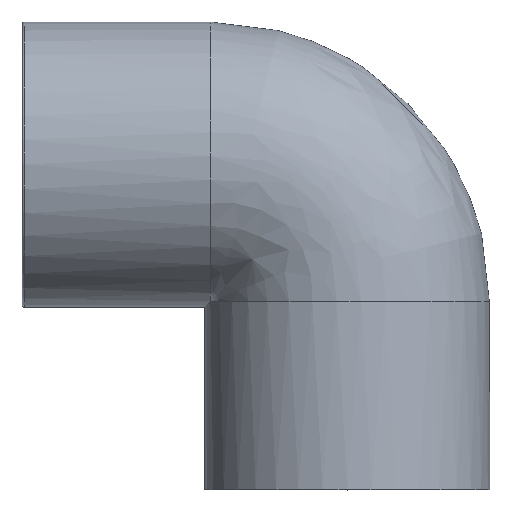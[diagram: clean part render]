
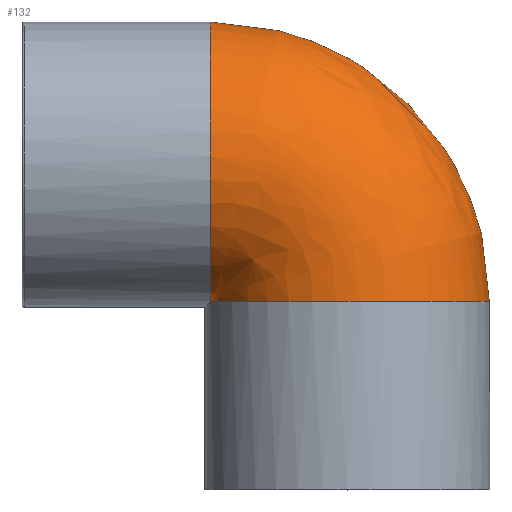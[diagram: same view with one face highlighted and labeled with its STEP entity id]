
A CAD part, top view. The second image highlights one B-rep face of the part: STEP entity #132.
In plain terms, the highlighted free-form (B-spline) face has degree [2, 2] with [9, 3] control points.
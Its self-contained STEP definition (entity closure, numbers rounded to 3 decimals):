
#16=(
BOUNDED_SURFACE()
B_SPLINE_SURFACE(2,2,((#226,#227,#228),(#229,#230,#231),(#232,#233,#234),
(#235,#236,#237),(#238,#239,#240),(#241,#242,#243),(#244,#245,#246),(#247,
#248,#249),(#250,#251,#252)),.UNSPECIFIED.,.F.,.F.,.F.)
B_SPLINE_SURFACE_WITH_KNOTS((3,2,2,2,3),(3,3),(-2.858,-1.429,
0.,1.429,2.858),(1.571,3.142),
 .UNSPECIFIED.)
GEOMETRIC_REPRESENTATION_ITEM()
RATIONAL_B_SPLINE_SURFACE(((1.,0.707,1.),(0.755,
0.534,0.755),(1.,0.707,1.),(0.755,
0.534,0.755),(1.,0.707,1.),(0.755,
0.534,0.755),(1.,0.707,1.),(0.755,
0.534,0.755),(1.,0.707,1.)))
REPRESENTATION_ITEM('')
SURFACE()
);
#40=FACE_OUTER_BOUND('',#56,.T.);
#56=EDGE_LOOP('',(#111,#112));
#73=CIRCLE('',#151,12.5);
#74=CIRCLE('',#152,12.5);
#84=VERTEX_POINT('',#253);
#85=VERTEX_POINT('',#254);
#95=EDGE_CURVE('',#84,#85,#73,.T.);
#96=EDGE_CURVE('',#85,#84,#74,.T.);
#111=ORIENTED_EDGE('',*,*,#95,.T.);
#112=ORIENTED_EDGE('',*,*,#96,.T.);
#132=ADVANCED_FACE('',(#40),#16,.F.);
#151=AXIS2_PLACEMENT_3D('',#255,#186,#187);
#152=AXIS2_PLACEMENT_3D('',#256,#188,#189);
#186=DIRECTION('center_axis',(1.,0.,0.));
#187=DIRECTION('ref_axis',(0.,0.,-1.));
#188=DIRECTION('center_axis',(0.,1.,0.));
#189=DIRECTION('ref_axis',(0.,0.,-1.));
#226=CARTESIAN_POINT('Ctrl Pts',(-12.,-12.,3.5));
#227=CARTESIAN_POINT('Ctrl Pts',(-12.,-12.,3.5));
#228=CARTESIAN_POINT('Ctrl Pts',(-12.,-12.,3.5));
#229=CARTESIAN_POINT('Ctrl Pts',(-12.,-8.964,13.908));
#230=CARTESIAN_POINT('Ctrl Pts',(-8.964,-8.964,13.908));
#231=CARTESIAN_POINT('Ctrl Pts',(-8.964,-12.,13.908));
#232=CARTESIAN_POINT('Ctrl Pts',(-12.,1.768,12.374));
#233=CARTESIAN_POINT('Ctrl Pts',(1.768,1.768,12.374));
#234=CARTESIAN_POINT('Ctrl Pts',(1.768,-12.,12.374));
#235=CARTESIAN_POINT('Ctrl Pts',(-12.,12.5,10.841));
#236=CARTESIAN_POINT('Ctrl Pts',(12.5,12.5,10.841));
#237=CARTESIAN_POINT('Ctrl Pts',(12.5,-12.,10.841));
#238=CARTESIAN_POINT('Ctrl Pts',(-12.,12.5,0.));
#239=CARTESIAN_POINT('Ctrl Pts',(12.5,12.5,0.));
#240=CARTESIAN_POINT('Ctrl Pts',(12.5,-12.,0.));
#241=CARTESIAN_POINT('Ctrl Pts',(-12.,12.5,-10.841));
#242=CARTESIAN_POINT('Ctrl Pts',(12.5,12.5,-10.841));
#243=CARTESIAN_POINT('Ctrl Pts',(12.5,-12.,-10.841));
#244=CARTESIAN_POINT('Ctrl Pts',(-12.,1.768,-12.374));
#245=CARTESIAN_POINT('Ctrl Pts',(1.768,1.768,-12.374));
#246=CARTESIAN_POINT('Ctrl Pts',(1.768,-12.,-12.374));
#247=CARTESIAN_POINT('Ctrl Pts',(-12.,-8.964,-13.908));
#248=CARTESIAN_POINT('Ctrl Pts',(-8.964,-8.964,-13.908));
#249=CARTESIAN_POINT('Ctrl Pts',(-8.964,-12.,-13.908));
#250=CARTESIAN_POINT('Ctrl Pts',(-12.,-12.,-3.5));
#251=CARTESIAN_POINT('Ctrl Pts',(-12.,-12.,-3.5));
#252=CARTESIAN_POINT('Ctrl Pts',(-12.,-12.,-3.5));
#253=CARTESIAN_POINT('',(-12.,-12.,-3.5));
#254=CARTESIAN_POINT('',(-12.,-12.,3.5));
#255=CARTESIAN_POINT('Origin',(-12.,0.,0.));
#256=CARTESIAN_POINT('Origin',(0.,-12.,0.));
